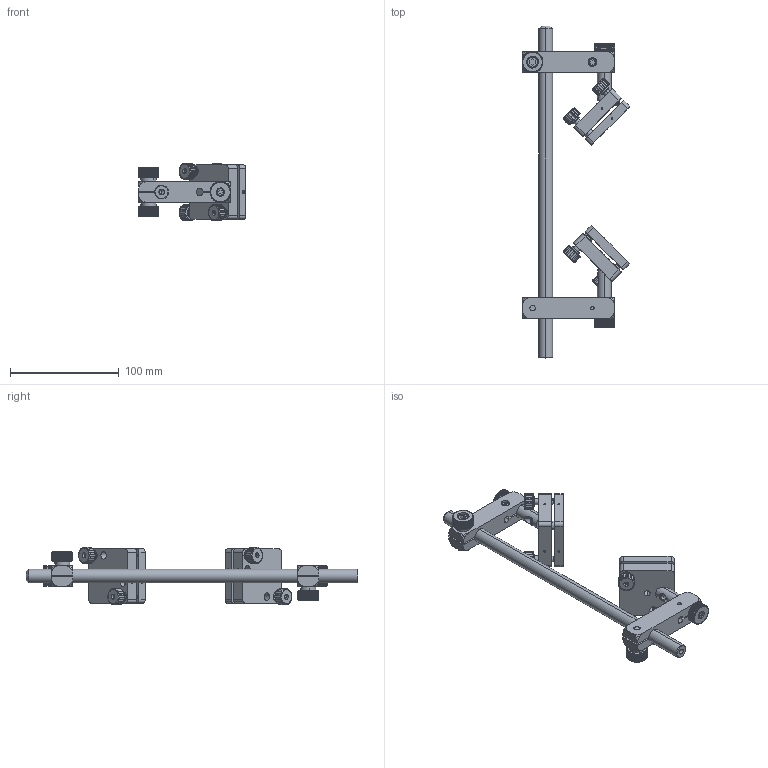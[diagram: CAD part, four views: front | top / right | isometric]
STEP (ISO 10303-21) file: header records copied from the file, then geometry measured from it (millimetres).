
FILE_DESCRIPTION (( 'STEP AP203' ), '1' );
FILE_NAME ('07BSI-1.STEP', '2022-07-20T06:15:30', ( '' ), ( '' ), 'SwSTEP 2.0', 'SolidWorks 2021', '' );
FILE_SCHEMA (( 'CONFIG_CONTROL_DESIGN' ));
Length unit declared in the file: millimetre
Products named in the file (1): 07BSI-1
Bounding box: 98.82 x 305 x 52.96 mm (x, y, z)
Volume: 200239.9 mm3; surface area: 86215.5 mm2
Topology: 45 solids, 45 shells, 2146 faces, 4978 edges, 2956 vertices
Faces by surface type: cylinder 766, plane 732, cone 568, sphere 48, torus 32
Entity records: 62765 total; most frequent: CARTESIAN_POINT 15451, ORIENTED_EDGE 9848, DIRECTION 9836, EDGE_CURVE 4924, AXIS2_PLACEMENT_3D 4051, VERTEX_POINT 2934, EDGE_LOOP 2304, ADVANCED_FACE 2146
